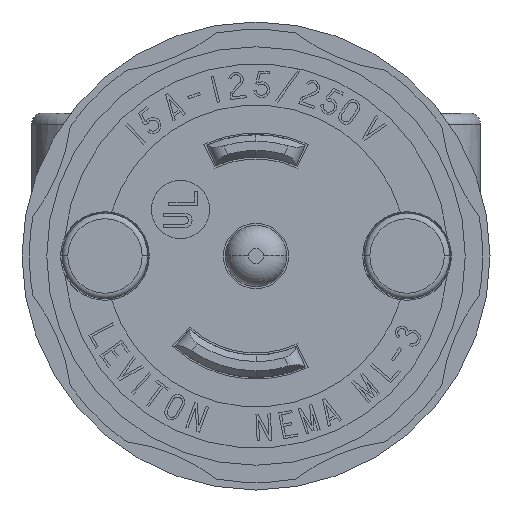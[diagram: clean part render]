
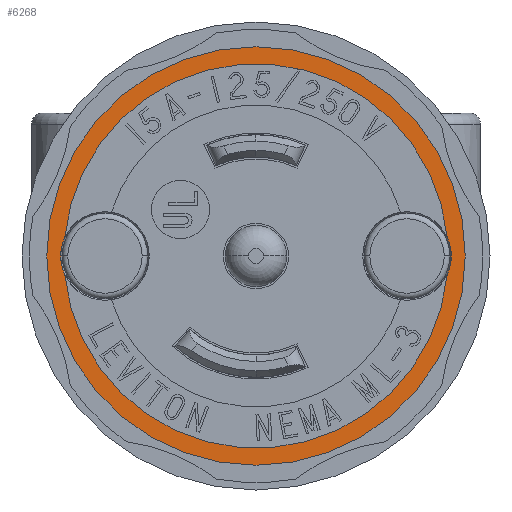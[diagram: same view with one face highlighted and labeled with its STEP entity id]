
A CAD part, left-side view. The second image highlights one B-rep face of the part: STEP entity #6268.
In plain terms, the highlighted planar face has unit normal (-1, 0, 0).
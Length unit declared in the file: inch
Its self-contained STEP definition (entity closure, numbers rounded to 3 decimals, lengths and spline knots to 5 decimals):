
#214 = ORIENTED_EDGE ( 'NONE', *, *, #15912, .F. ) ;
#299 = AXIS2_PLACEMENT_3D ( 'NONE', #13439, #9913, #22855 ) ;
#579 = DIRECTION ( 'NONE',  ( 0., 1., 0. ) ) ;
#979 = AXIS2_PLACEMENT_3D ( 'NONE', #11330, #7552, #19379 ) ;
#1375 = FACE_BOUND ( 'NONE', #18488, .T. ) ;
#1379 = CIRCLE ( 'NONE', #17387, 0.119 ) ;
#1441 = ORIENTED_EDGE ( 'NONE', *, *, #10975, .T. ) ;
#2019 = EDGE_LOOP ( 'NONE', ( #12268, #17389 ) ) ;
#2205 = VERTEX_POINT ( 'NONE', #8278 ) ;
#2505 = CARTESIAN_POINT ( 'NONE',  ( 0.62326, -0.5625, 0. ) ) ;
#3786 = AXIS2_PLACEMENT_3D ( 'NONE', #18407, #24444, #13001 ) ;
#4093 = CARTESIAN_POINT ( 'NONE',  ( 0.62326, -0.5141, 0.04976 ) ) ;
#4155 = CARTESIAN_POINT ( 'NONE',  ( 0.62326, 0., 0. ) ) ;
#4609 = CARTESIAN_POINT ( 'NONE',  ( 0.62326, -0.5141, -0.04976 ) ) ;
#4653 = EDGE_CURVE ( 'NONE', #4882, #7904, #8508, .T. ) ;
#4729 = CIRCLE ( 'NONE', #18773, 0.5625 ) ;
#4882 = VERTEX_POINT ( 'NONE', #2505 ) ;
#4987 = PLANE ( 'NONE',  #3786 ) ;
#5271 = CARTESIAN_POINT ( 'NONE',  ( 0.62326, -0.406, 0. ) ) ;
#5580 = DIRECTION ( 'NONE',  ( 0., -1., 0. ) ) ;
#5917 = ORIENTED_EDGE ( 'NONE', *, *, #21009, .T. ) ;
#6268 = ADVANCED_FACE ( 'NONE', ( #1375, #16524 ), #4987, .T. ) ;
#7522 = ORIENTED_EDGE ( 'NONE', *, *, #16038, .T. ) ;
#7552 = DIRECTION ( 'NONE',  ( -1., 0., 0. ) ) ;
#7603 = AXIS2_PLACEMENT_3D ( 'NONE', #4155, #15597, #579 ) ;
#7817 = CIRCLE ( 'NONE', #299, 0.119 ) ;
#7904 = VERTEX_POINT ( 'NONE', #23198 ) ;
#8278 = CARTESIAN_POINT ( 'NONE',  ( 0.62326, 0.5141, -0.04976 ) ) ;
#8508 = CIRCLE ( 'NONE', #979, 0.5625 ) ;
#8745 = CARTESIAN_POINT ( 'NONE',  ( 0.62326, 0., 0. ) ) ;
#9173 = CARTESIAN_POINT ( 'NONE',  ( 0.62326, 0.406, 0. ) ) ;
#9251 = DIRECTION ( 'NONE',  ( 0., -1., 0. ) ) ;
#9267 = VERTEX_POINT ( 'NONE', #4093 ) ;
#9278 = DIRECTION ( 'NONE',  ( 0., -1., 0. ) ) ;
#9281 = DIRECTION ( 'NONE',  ( -1., 0., 0. ) ) ;
#9414 = DIRECTION ( 'NONE',  ( 1., 0., 0. ) ) ;
#9913 = DIRECTION ( 'NONE',  ( 1., 0., 0. ) ) ;
#9925 = VERTEX_POINT ( 'NONE', #20494 ) ;
#10546 = CARTESIAN_POINT ( 'NONE',  ( 0.62326, 0.5141, 0.04976 ) ) ;
#10975 = EDGE_CURVE ( 'NONE', #2205, #9925, #1379, .T. ) ;
#11294 = CIRCLE ( 'NONE', #12886, 0.119 ) ;
#11330 = CARTESIAN_POINT ( 'NONE',  ( 0.62326, 0., 0. ) ) ;
#11351 = VERTEX_POINT ( 'NONE', #4609 ) ;
#11764 = VERTEX_POINT ( 'NONE', #10546 ) ;
#12001 = CIRCLE ( 'NONE', #15644, 0.119 ) ;
#12184 = DIRECTION ( 'NONE',  ( -1., 0., 0. ) ) ;
#12268 = ORIENTED_EDGE ( 'NONE', *, *, #4653, .T. ) ;
#12401 = DIRECTION ( 'NONE',  ( 0., 1., 0. ) ) ;
#12886 = AXIS2_PLACEMENT_3D ( 'NONE', #17342, #9414, #9278 ) ;
#13001 = DIRECTION ( 'NONE',  ( 0., 0., 1. ) ) ;
#13220 = CIRCLE ( 'NONE', #7603, 0.5165 ) ;
#13439 = CARTESIAN_POINT ( 'NONE',  ( 0.62326, 0.406, 0. ) ) ;
#14769 = EDGE_CURVE ( 'NONE', #7904, #4882, #4729, .T. ) ;
#14926 = DIRECTION ( 'NONE',  ( 1., 0., 0. ) ) ;
#15597 = DIRECTION ( 'NONE',  ( -1., 0., 0. ) ) ;
#15644 = AXIS2_PLACEMENT_3D ( 'NONE', #5271, #14926, #9251 ) ;
#15853 = EDGE_CURVE ( 'NONE', #2205, #11351, #13220, .T. ) ;
#15912 = EDGE_CURVE ( 'NONE', #9267, #11764, #23267, .T. ) ;
#15945 = CARTESIAN_POINT ( 'NONE',  ( 0.62326, -0.525, 0. ) ) ;
#16038 = EDGE_CURVE ( 'NONE', #9267, #24338, #12001, .T. ) ;
#16410 = ORIENTED_EDGE ( 'NONE', *, *, #18709, .T. ) ;
#16524 = FACE_OUTER_BOUND ( 'NONE', #2019, .T. ) ;
#17342 = CARTESIAN_POINT ( 'NONE',  ( 0.62326, -0.406, 0. ) ) ;
#17387 = AXIS2_PLACEMENT_3D ( 'NONE', #9173, #18375, #5580 ) ;
#17389 = ORIENTED_EDGE ( 'NONE', *, *, #14769, .T. ) ;
#18375 = DIRECTION ( 'NONE',  ( 1., 0., 0. ) ) ;
#18407 = CARTESIAN_POINT ( 'NONE',  ( 0.62326, 0.56925, 0.56925 ) ) ;
#18488 = EDGE_LOOP ( 'NONE', ( #23307, #1441, #5917, #214, #7522, #16410 ) ) ;
#18709 = EDGE_CURVE ( 'NONE', #24338, #11351, #11294, .T. ) ;
#18773 = AXIS2_PLACEMENT_3D ( 'NONE', #22372, #9281, #22630 ) ;
#19379 = DIRECTION ( 'NONE',  ( 0., -1., 0. ) ) ;
#20494 = CARTESIAN_POINT ( 'NONE',  ( 0.62326, 0.525, 0. ) ) ;
#21009 = EDGE_CURVE ( 'NONE', #9925, #11764, #7817, .T. ) ;
#22372 = CARTESIAN_POINT ( 'NONE',  ( 0.62326, 0., 0. ) ) ;
#22438 = AXIS2_PLACEMENT_3D ( 'NONE', #8745, #12184, #12401 ) ;
#22630 = DIRECTION ( 'NONE',  ( 0., -1., 0. ) ) ;
#22855 = DIRECTION ( 'NONE',  ( 0., -1., 0. ) ) ;
#23198 = CARTESIAN_POINT ( 'NONE',  ( 0.62326, 0.5625, 0. ) ) ;
#23267 = CIRCLE ( 'NONE', #22438, 0.5165 ) ;
#23307 = ORIENTED_EDGE ( 'NONE', *, *, #15853, .F. ) ;
#24338 = VERTEX_POINT ( 'NONE', #15945 ) ;
#24444 = DIRECTION ( 'NONE',  ( -1., 0., 0. ) ) ;
